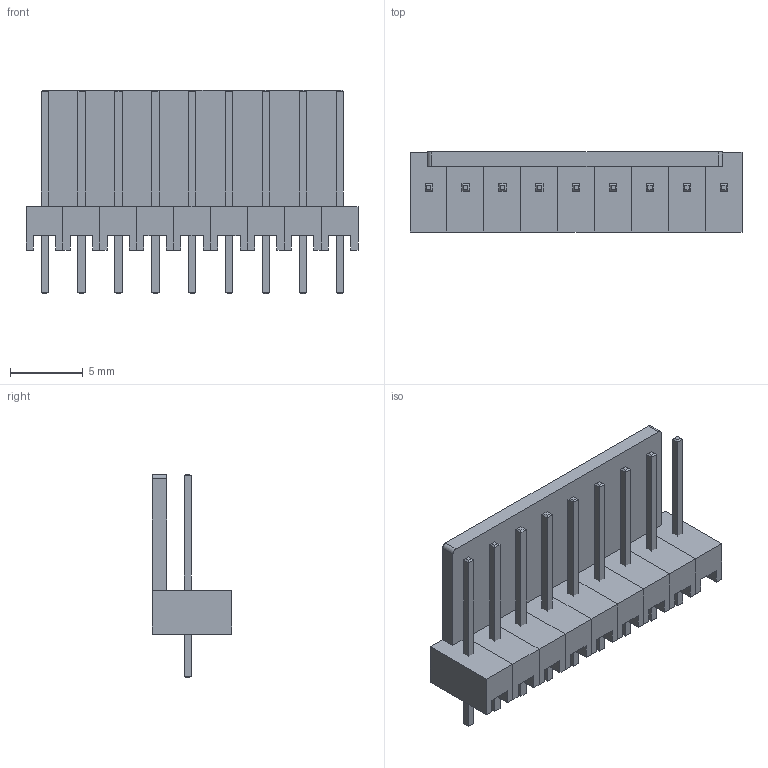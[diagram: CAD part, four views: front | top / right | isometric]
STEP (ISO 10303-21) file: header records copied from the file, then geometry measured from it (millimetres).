
FILE_DESCRIPTION(('FreeCAD Model'),'2;1');
FILE_NAME( '09P.stp', '2017-07-29T15:12:11',('Author'),(''), 'Open CASCADE STEP processor 6.8','FreeCAD','Unknown');
FILE_SCHEMA(('AUTOMOTIVE_DESIGN_CC2 { 1 2 10303 214 -1 1 5 4 }'));
Length unit declared in the file: millimetre
Products named in the file (4): ASSEMBLY; Array; Array001; Fillet
Assembly tree (3 placements, depth 2):
  ASSEMBLY
    Array
    Array001
    Fillet
Bounding box: 22.86 x 5.5 x 14 mm (x, y, z)
Volume: 494.8 mm3; surface area: 1392.4 mm2
Topology: 19 solids, 19 shells, 224 faces, 486 edges, 300 vertices
Faces by surface type: plane 222, cylinder 2
Entity records: 12412 total; most frequent: CARTESIAN_POINT 2010, DIRECTION 1914, LINE 1450, VECTOR 1450, ORIENTED_EDGE 972, PCURVE 972, DEFINITIONAL_REPRESENTATION 972, EDGE_CURVE 486
